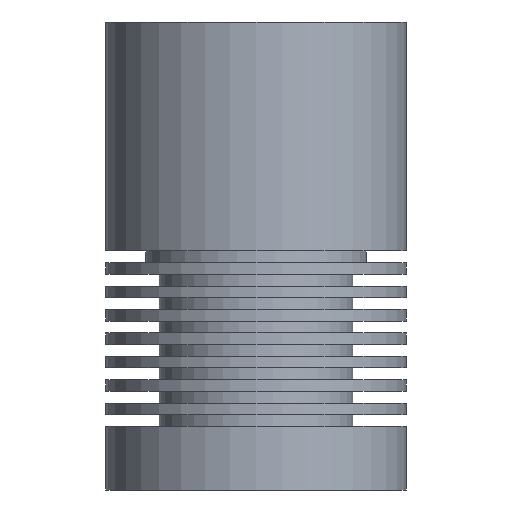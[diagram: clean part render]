
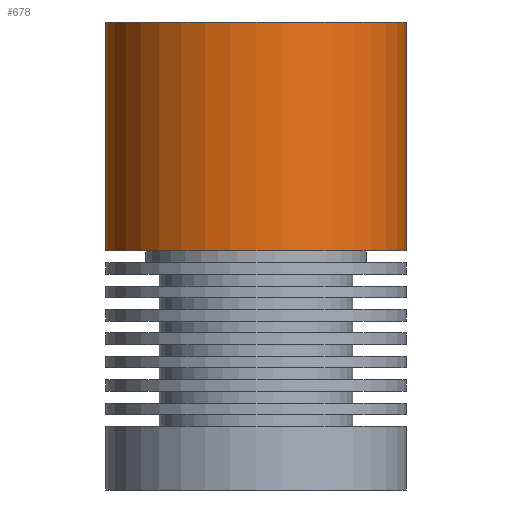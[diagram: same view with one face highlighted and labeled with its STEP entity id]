
A CAD part, front view. The second image highlights one B-rep face of the part: STEP entity #678.
In plain terms, the highlighted cylindrical face has radius 18 mm (diameter 36 mm), a full revolution.
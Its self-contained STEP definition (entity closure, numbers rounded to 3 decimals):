
#53=LINE('',#1170,#81);
#81=VECTOR('',#937,18.);
#109=CYLINDRICAL_SURFACE('',#769,18.);
#146=FACE_OUTER_BOUND('',#210,.T.);
#210=EDGE_LOOP('',(#520,#521,#522,#523));
#286=CIRCLE('',#766,18.);
#288=CIRCLE('',#770,18.);
#342=VERTEX_POINT('',#1161);
#344=VERTEX_POINT('',#1168);
#407=EDGE_CURVE('',#342,#342,#286,.T.);
#410=EDGE_CURVE('',#344,#344,#288,.T.);
#411=EDGE_CURVE('',#344,#342,#53,.T.);
#520=ORIENTED_EDGE('',*,*,#410,.F.);
#521=ORIENTED_EDGE('',*,*,#411,.T.);
#522=ORIENTED_EDGE('',*,*,#407,.T.);
#523=ORIENTED_EDGE('',*,*,#411,.F.);
#678=ADVANCED_FACE('',(#146),#109,.T.);
#766=AXIS2_PLACEMENT_3D('',#1162,#926,#927);
#769=AXIS2_PLACEMENT_3D('',#1167,#933,#934);
#770=AXIS2_PLACEMENT_3D('',#1169,#935,#936);
#926=DIRECTION('center_axis',(0.,0.,1.));
#927=DIRECTION('ref_axis',(1.,0.,0.));
#933=DIRECTION('center_axis',(0.,0.,1.));
#934=DIRECTION('ref_axis',(1.,0.,0.));
#935=DIRECTION('center_axis',(0.,0.,1.));
#936=DIRECTION('ref_axis',(1.,0.,0.));
#937=DIRECTION('',(0.,0.,-1.));
#1161=CARTESIAN_POINT('',(-37.05,0.,28.6));
#1162=CARTESIAN_POINT('Origin',(-19.05,0.,28.6));
#1167=CARTESIAN_POINT('Origin',(-19.05,0.,42.3));
#1168=CARTESIAN_POINT('',(-37.05,0.,56.));
#1169=CARTESIAN_POINT('Origin',(-19.05,0.,56.));
#1170=CARTESIAN_POINT('',(-37.05,0.,42.3));
